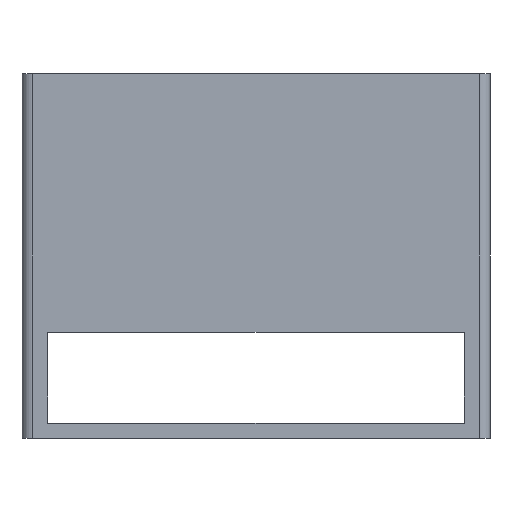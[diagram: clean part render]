
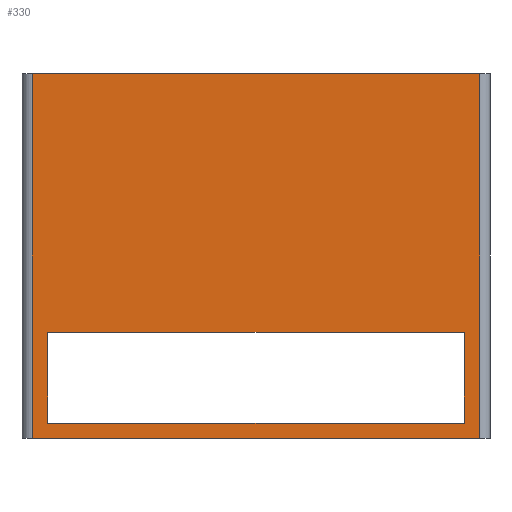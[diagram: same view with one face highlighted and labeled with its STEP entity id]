
A CAD part, front view. The second image highlights one B-rep face of the part: STEP entity #330.
In plain terms, the highlighted planar face has unit normal (0, -1, 0).
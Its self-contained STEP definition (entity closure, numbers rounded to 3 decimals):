
#32 = CYLINDRICAL_SURFACE('',#33,3.5);
#33 = AXIS2_PLACEMENT_3D('',#34,#35,#36);
#34 = CARTESIAN_POINT('',(-75.,-45.,0.));
#35 = DIRECTION('',(-0.,-0.,-1.));
#36 = DIRECTION('',(1.,0.,0.));
#57 = VERTEX_POINT('',#58);
#58 = CARTESIAN_POINT('',(-75.,-48.5,122.377));
#73 = PLANE('',#74);
#74 = AXIS2_PLACEMENT_3D('',#75,#76,#77);
#75 = CARTESIAN_POINT('',(0.,0.,122.377));
#76 = DIRECTION('',(0.,0.,1.));
#77 = DIRECTION('',(1.,0.,0.));
#85 = EDGE_CURVE('',#86,#57,#88,.T.);
#86 = VERTEX_POINT('',#87);
#87 = CARTESIAN_POINT('',(-75.,-48.5,0.));
#88 = SURFACE_CURVE('',#89,(#93,#100),.PCURVE_S1.);
#89 = LINE('',#90,#91);
#90 = CARTESIAN_POINT('',(-75.,-48.5,0.));
#91 = VECTOR('',#92,1.);
#92 = DIRECTION('',(0.,0.,1.));
#93 = PCURVE('',#32,#94);
#94 = DEFINITIONAL_REPRESENTATION('',(#95),#99);
#95 = LINE('',#96,#97);
#96 = CARTESIAN_POINT('',(-4.712,0.));
#97 = VECTOR('',#98,1.);
#98 = DIRECTION('',(-0.,-1.));
#99 = ( GEOMETRIC_REPRESENTATION_CONTEXT(2) 
PARAMETRIC_REPRESENTATION_CONTEXT() REPRESENTATION_CONTEXT('2D SPACE',''
  ) );
#100 = PCURVE('',#101,#106);
#101 = PLANE('',#102);
#102 = AXIS2_PLACEMENT_3D('',#103,#104,#105);
#103 = CARTESIAN_POINT('',(75.,-48.5,0.));
#104 = DIRECTION('',(0.,-1.,0.));
#105 = DIRECTION('',(-1.,0.,0.));
#106 = DEFINITIONAL_REPRESENTATION('',(#107),#111);
#107 = LINE('',#108,#109);
#108 = CARTESIAN_POINT('',(150.,0.));
#109 = VECTOR('',#110,1.);
#110 = DIRECTION('',(0.,-1.));
#111 = ( GEOMETRIC_REPRESENTATION_CONTEXT(2) 
PARAMETRIC_REPRESENTATION_CONTEXT() REPRESENTATION_CONTEXT('2D SPACE',''
  ) );
#128 = PLANE('',#129);
#129 = AXIS2_PLACEMENT_3D('',#130,#131,#132);
#130 = CARTESIAN_POINT('',(0.,0.,0.));
#131 = DIRECTION('',(0.,0.,1.));
#132 = DIRECTION('',(1.,0.,0.));
#330 = ADVANCED_FACE('',(#331,#406),#101,.T.);
#331 = FACE_BOUND('',#332,.T.);
#332 = EDGE_LOOP('',(#333,#363,#384,#385));
#333 = ORIENTED_EDGE('',*,*,#334,.T.);
#334 = EDGE_CURVE('',#335,#337,#339,.T.);
#335 = VERTEX_POINT('',#336);
#336 = CARTESIAN_POINT('',(75.,-48.5,0.));
#337 = VERTEX_POINT('',#338);
#338 = CARTESIAN_POINT('',(75.,-48.5,122.377));
#339 = SURFACE_CURVE('',#340,(#344,#351),.PCURVE_S1.);
#340 = LINE('',#341,#342);
#341 = CARTESIAN_POINT('',(75.,-48.5,0.));
#342 = VECTOR('',#343,1.);
#343 = DIRECTION('',(0.,0.,1.));
#344 = PCURVE('',#101,#345);
#345 = DEFINITIONAL_REPRESENTATION('',(#346),#350);
#346 = LINE('',#347,#348);
#347 = CARTESIAN_POINT('',(0.,-0.));
#348 = VECTOR('',#349,1.);
#349 = DIRECTION('',(0.,-1.));
#350 = ( GEOMETRIC_REPRESENTATION_CONTEXT(2) 
PARAMETRIC_REPRESENTATION_CONTEXT() REPRESENTATION_CONTEXT('2D SPACE',''
  ) );
#351 = PCURVE('',#352,#357);
#352 = CYLINDRICAL_SURFACE('',#353,3.5);
#353 = AXIS2_PLACEMENT_3D('',#354,#355,#356);
#354 = CARTESIAN_POINT('',(75.,-45.,0.));
#355 = DIRECTION('',(-0.,-0.,-1.));
#356 = DIRECTION('',(1.,0.,0.));
#357 = DEFINITIONAL_REPRESENTATION('',(#358),#362);
#358 = LINE('',#359,#360);
#359 = CARTESIAN_POINT('',(-4.712,0.));
#360 = VECTOR('',#361,1.);
#361 = DIRECTION('',(-0.,-1.));
#362 = ( GEOMETRIC_REPRESENTATION_CONTEXT(2) 
PARAMETRIC_REPRESENTATION_CONTEXT() REPRESENTATION_CONTEXT('2D SPACE',''
  ) );
#363 = ORIENTED_EDGE('',*,*,#364,.T.);
#364 = EDGE_CURVE('',#337,#57,#365,.T.);
#365 = SURFACE_CURVE('',#366,(#370,#377),.PCURVE_S1.);
#366 = LINE('',#367,#368);
#367 = CARTESIAN_POINT('',(75.,-48.5,122.377));
#368 = VECTOR('',#369,1.);
#369 = DIRECTION('',(-1.,0.,0.));
#370 = PCURVE('',#101,#371);
#371 = DEFINITIONAL_REPRESENTATION('',(#372),#376);
#372 = LINE('',#373,#374);
#373 = CARTESIAN_POINT('',(0.,-122.377));
#374 = VECTOR('',#375,1.);
#375 = DIRECTION('',(1.,0.));
#376 = ( GEOMETRIC_REPRESENTATION_CONTEXT(2) 
PARAMETRIC_REPRESENTATION_CONTEXT() REPRESENTATION_CONTEXT('2D SPACE',''
  ) );
#377 = PCURVE('',#73,#378);
#378 = DEFINITIONAL_REPRESENTATION('',(#379),#383);
#379 = LINE('',#380,#381);
#380 = CARTESIAN_POINT('',(75.,-48.5));
#381 = VECTOR('',#382,1.);
#382 = DIRECTION('',(-1.,0.));
#383 = ( GEOMETRIC_REPRESENTATION_CONTEXT(2) 
PARAMETRIC_REPRESENTATION_CONTEXT() REPRESENTATION_CONTEXT('2D SPACE',''
  ) );
#384 = ORIENTED_EDGE('',*,*,#85,.F.);
#385 = ORIENTED_EDGE('',*,*,#386,.F.);
#386 = EDGE_CURVE('',#335,#86,#387,.T.);
#387 = SURFACE_CURVE('',#388,(#392,#399),.PCURVE_S1.);
#388 = LINE('',#389,#390);
#389 = CARTESIAN_POINT('',(75.,-48.5,0.));
#390 = VECTOR('',#391,1.);
#391 = DIRECTION('',(-1.,0.,0.));
#392 = PCURVE('',#101,#393);
#393 = DEFINITIONAL_REPRESENTATION('',(#394),#398);
#394 = LINE('',#395,#396);
#395 = CARTESIAN_POINT('',(0.,-0.));
#396 = VECTOR('',#397,1.);
#397 = DIRECTION('',(1.,0.));
#398 = ( GEOMETRIC_REPRESENTATION_CONTEXT(2) 
PARAMETRIC_REPRESENTATION_CONTEXT() REPRESENTATION_CONTEXT('2D SPACE',''
  ) );
#399 = PCURVE('',#128,#400);
#400 = DEFINITIONAL_REPRESENTATION('',(#401),#405);
#401 = LINE('',#402,#403);
#402 = CARTESIAN_POINT('',(75.,-48.5));
#403 = VECTOR('',#404,1.);
#404 = DIRECTION('',(-1.,0.));
#405 = ( GEOMETRIC_REPRESENTATION_CONTEXT(2) 
PARAMETRIC_REPRESENTATION_CONTEXT() REPRESENTATION_CONTEXT('2D SPACE',''
  ) );
#406 = FACE_BOUND('',#407,.T.);
#407 = EDGE_LOOP('',(#408,#438,#466,#494));
#408 = ORIENTED_EDGE('',*,*,#409,.T.);
#409 = EDGE_CURVE('',#410,#412,#414,.T.);
#410 = VERTEX_POINT('',#411);
#411 = CARTESIAN_POINT('',(69.85,-48.5,35.56));
#412 = VERTEX_POINT('',#413);
#413 = CARTESIAN_POINT('',(69.85,-48.5,5.08));
#414 = SURFACE_CURVE('',#415,(#419,#426),.PCURVE_S1.);
#415 = LINE('',#416,#417);
#416 = CARTESIAN_POINT('',(69.85,-48.5,35.56));
#417 = VECTOR('',#418,1.);
#418 = DIRECTION('',(0.,0.,-1.));
#419 = PCURVE('',#101,#420);
#420 = DEFINITIONAL_REPRESENTATION('',(#421),#425);
#421 = LINE('',#422,#423);
#422 = CARTESIAN_POINT('',(5.15,-35.56));
#423 = VECTOR('',#424,1.);
#424 = DIRECTION('',(0.,1.));
#425 = ( GEOMETRIC_REPRESENTATION_CONTEXT(2) 
PARAMETRIC_REPRESENTATION_CONTEXT() REPRESENTATION_CONTEXT('2D SPACE',''
  ) );
#426 = PCURVE('',#427,#432);
#427 = PLANE('',#428);
#428 = AXIS2_PLACEMENT_3D('',#429,#430,#431);
#429 = CARTESIAN_POINT('',(69.85,-48.5,35.56));
#430 = DIRECTION('',(-1.,0.,0.));
#431 = DIRECTION('',(-0.,0.,-1.));
#432 = DEFINITIONAL_REPRESENTATION('',(#433),#437);
#433 = LINE('',#434,#435);
#434 = CARTESIAN_POINT('',(0.,0.));
#435 = VECTOR('',#436,1.);
#436 = DIRECTION('',(1.,0.));
#437 = ( GEOMETRIC_REPRESENTATION_CONTEXT(2) 
PARAMETRIC_REPRESENTATION_CONTEXT() REPRESENTATION_CONTEXT('2D SPACE',''
  ) );
#438 = ORIENTED_EDGE('',*,*,#439,.T.);
#439 = EDGE_CURVE('',#412,#440,#442,.T.);
#440 = VERTEX_POINT('',#441);
#441 = CARTESIAN_POINT('',(-69.85,-48.5,5.08));
#442 = SURFACE_CURVE('',#443,(#447,#454),.PCURVE_S1.);
#443 = LINE('',#444,#445);
#444 = CARTESIAN_POINT('',(69.85,-48.5,5.08));
#445 = VECTOR('',#446,1.);
#446 = DIRECTION('',(-1.,0.,0.));
#447 = PCURVE('',#101,#448);
#448 = DEFINITIONAL_REPRESENTATION('',(#449),#453);
#449 = LINE('',#450,#451);
#450 = CARTESIAN_POINT('',(5.15,-5.08));
#451 = VECTOR('',#452,1.);
#452 = DIRECTION('',(1.,0.));
#453 = ( GEOMETRIC_REPRESENTATION_CONTEXT(2) 
PARAMETRIC_REPRESENTATION_CONTEXT() REPRESENTATION_CONTEXT('2D SPACE',''
  ) );
#454 = PCURVE('',#455,#460);
#455 = PLANE('',#456);
#456 = AXIS2_PLACEMENT_3D('',#457,#458,#459);
#457 = CARTESIAN_POINT('',(69.85,-48.5,5.08));
#458 = DIRECTION('',(0.,0.,1.));
#459 = DIRECTION('',(-1.,0.,0.));
#460 = DEFINITIONAL_REPRESENTATION('',(#461),#465);
#461 = LINE('',#462,#463);
#462 = CARTESIAN_POINT('',(0.,0.));
#463 = VECTOR('',#464,1.);
#464 = DIRECTION('',(1.,0.));
#465 = ( GEOMETRIC_REPRESENTATION_CONTEXT(2) 
PARAMETRIC_REPRESENTATION_CONTEXT() REPRESENTATION_CONTEXT('2D SPACE',''
  ) );
#466 = ORIENTED_EDGE('',*,*,#467,.T.);
#467 = EDGE_CURVE('',#440,#468,#470,.T.);
#468 = VERTEX_POINT('',#469);
#469 = CARTESIAN_POINT('',(-69.85,-48.5,35.56));
#470 = SURFACE_CURVE('',#471,(#475,#482),.PCURVE_S1.);
#471 = LINE('',#472,#473);
#472 = CARTESIAN_POINT('',(-69.85,-48.5,5.08));
#473 = VECTOR('',#474,1.);
#474 = DIRECTION('',(0.,0.,1.));
#475 = PCURVE('',#101,#476);
#476 = DEFINITIONAL_REPRESENTATION('',(#477),#481);
#477 = LINE('',#478,#479);
#478 = CARTESIAN_POINT('',(144.85,-5.08));
#479 = VECTOR('',#480,1.);
#480 = DIRECTION('',(0.,-1.));
#481 = ( GEOMETRIC_REPRESENTATION_CONTEXT(2) 
PARAMETRIC_REPRESENTATION_CONTEXT() REPRESENTATION_CONTEXT('2D SPACE',''
  ) );
#482 = PCURVE('',#483,#488);
#483 = PLANE('',#484);
#484 = AXIS2_PLACEMENT_3D('',#485,#486,#487);
#485 = CARTESIAN_POINT('',(-69.85,-48.5,5.08));
#486 = DIRECTION('',(1.,0.,0.));
#487 = DIRECTION('',(0.,0.,1.));
#488 = DEFINITIONAL_REPRESENTATION('',(#489),#493);
#489 = LINE('',#490,#491);
#490 = CARTESIAN_POINT('',(0.,0.));
#491 = VECTOR('',#492,1.);
#492 = DIRECTION('',(1.,0.));
#493 = ( GEOMETRIC_REPRESENTATION_CONTEXT(2) 
PARAMETRIC_REPRESENTATION_CONTEXT() REPRESENTATION_CONTEXT('2D SPACE',''
  ) );
#494 = ORIENTED_EDGE('',*,*,#495,.T.);
#495 = EDGE_CURVE('',#468,#410,#496,.T.);
#496 = SURFACE_CURVE('',#497,(#501,#508),.PCURVE_S1.);
#497 = LINE('',#498,#499);
#498 = CARTESIAN_POINT('',(-69.85,-48.5,35.56));
#499 = VECTOR('',#500,1.);
#500 = DIRECTION('',(1.,0.,0.));
#501 = PCURVE('',#101,#502);
#502 = DEFINITIONAL_REPRESENTATION('',(#503),#507);
#503 = LINE('',#504,#505);
#504 = CARTESIAN_POINT('',(144.85,-35.56));
#505 = VECTOR('',#506,1.);
#506 = DIRECTION('',(-1.,-0.));
#507 = ( GEOMETRIC_REPRESENTATION_CONTEXT(2) 
PARAMETRIC_REPRESENTATION_CONTEXT() REPRESENTATION_CONTEXT('2D SPACE',''
  ) );
#508 = PCURVE('',#509,#514);
#509 = PLANE('',#510);
#510 = AXIS2_PLACEMENT_3D('',#511,#512,#513);
#511 = CARTESIAN_POINT('',(-69.85,-48.5,35.56));
#512 = DIRECTION('',(0.,0.,-1.));
#513 = DIRECTION('',(1.,0.,0.));
#514 = DEFINITIONAL_REPRESENTATION('',(#515),#519);
#515 = LINE('',#516,#517);
#516 = CARTESIAN_POINT('',(0.,0.));
#517 = VECTOR('',#518,1.);
#518 = DIRECTION('',(1.,0.));
#519 = ( GEOMETRIC_REPRESENTATION_CONTEXT(2) 
PARAMETRIC_REPRESENTATION_CONTEXT() REPRESENTATION_CONTEXT('2D SPACE',''
  ) );
